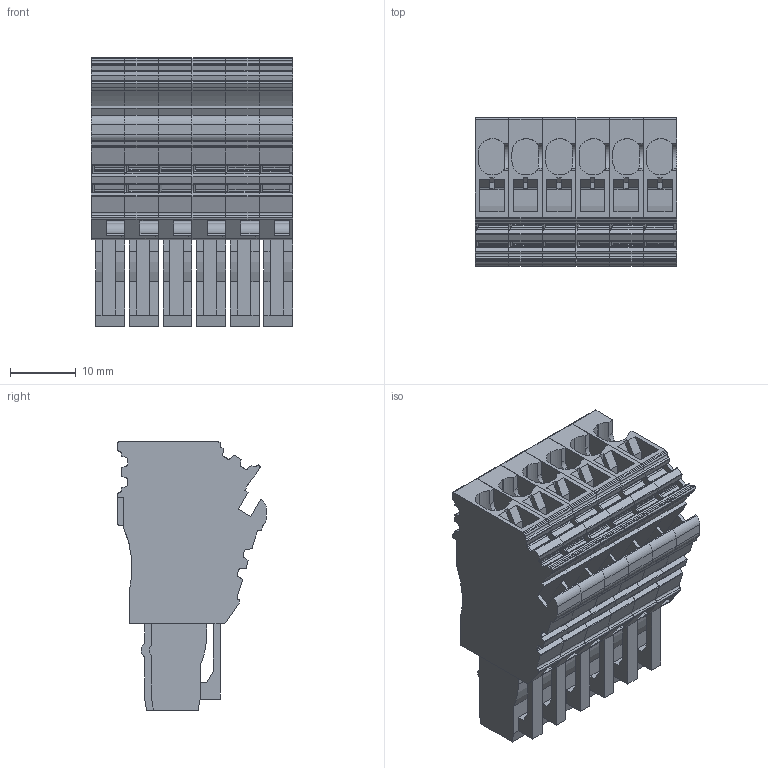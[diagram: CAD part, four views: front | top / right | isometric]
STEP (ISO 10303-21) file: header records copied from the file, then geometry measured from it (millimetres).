
FILE_DESCRIPTION(('CATIA V5R22 STEP214','CAx-IF Rec.Pracs.--- Model Styling and Organization---1.4--- 2014-01-23'),'2;1');
FILE_NAME ('022652-2_0', '2021-04-21T07:12:52+00:00', ('Weidmueller Interface'), ('Weidmueller'), 'CATIA Version 5-6 Release 2016 SP3 HF44', 'CATIA V5 STEP AP214', 'none');
FILE_SCHEMA(('AUTOMOTIVE_DESIGN { 1 0 10303 214 1 1 1 1 }'));
Products named in the file (1): 34456 ZP 2.5/1AN/QV/..._AllCATPart
Bounding box: 30.6 x 22.55 x 40.75 mm (x, y, z)
Volume: 14634.6 mm3; surface area: 14795.5 mm2
Topology: 6 solids, 6 shells, 1878 faces, 5600 edges, 3748 vertices
Faces by surface type: plane 1075, cylinder 787, extrusion 16
Entity records: 61713 total; most frequent: CARTESIAN_POINT 12669, ORIENTED_EDGE 11200, DIRECTION 8564, EDGE_CURVE 5600, VECTOR 3903, LINE 3887, VERTEX_POINT 3748, AXIS2_PLACEMENT_3D 2952
